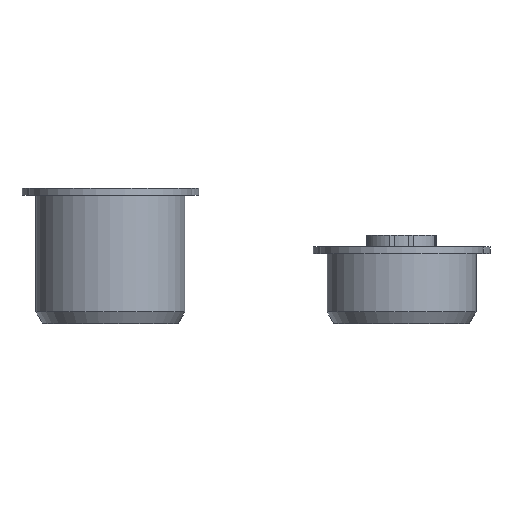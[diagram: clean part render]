
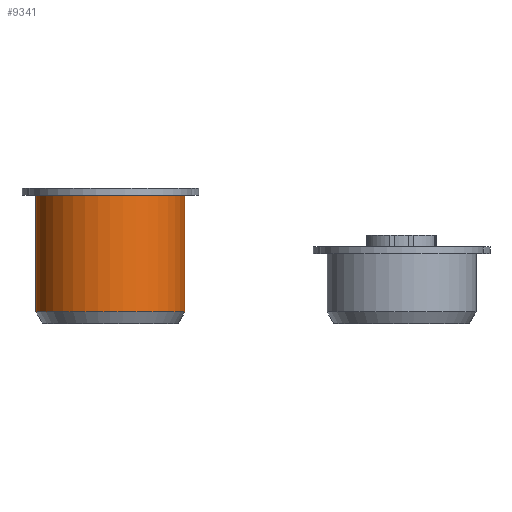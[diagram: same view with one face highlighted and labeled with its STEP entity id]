
A CAD part, left-side view. The second image highlights one B-rep face of the part: STEP entity #9341.
In plain terms, the highlighted cylindrical face has radius 6.4 mm (diameter 12.8 mm), a full revolution.
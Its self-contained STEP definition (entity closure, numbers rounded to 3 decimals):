
#460=CIRCLE('',#9883,6.4);
#480=CIRCLE('',#9938,6.4);
#661=CYLINDRICAL_SURFACE('',#9937,6.4);
#823=FACE_OUTER_BOUND('',#1356,.T.);
#1356=EDGE_LOOP('',(#6580,#6581,#6582,#6583));
#2005=LINE('',#13081,#2975);
#2975=VECTOR('',#10868,6.4);
#3858=VERTEX_POINT('',#12895);
#3918=VERTEX_POINT('',#13080);
#4846=EDGE_CURVE('',#3858,#3858,#460,.T.);
#4936=EDGE_CURVE('',#3858,#3918,#2005,.T.);
#4937=EDGE_CURVE('',#3918,#3918,#480,.T.);
#6580=ORIENTED_EDGE('',*,*,#4846,.T.);
#6581=ORIENTED_EDGE('',*,*,#4936,.T.);
#6582=ORIENTED_EDGE('',*,*,#4937,.T.);
#6583=ORIENTED_EDGE('',*,*,#4936,.F.);
#9341=ADVANCED_FACE('',(#823),#661,.T.);
#9883=AXIS2_PLACEMENT_3D('',#12896,#10688,#10689);
#9937=AXIS2_PLACEMENT_3D('',#13079,#10866,#10867);
#9938=AXIS2_PLACEMENT_3D('',#13082,#10869,#10870);
#10688=DIRECTION('center_axis',(0.,0.,-1.));
#10689=DIRECTION('ref_axis',(1.,0.,0.));
#10866=DIRECTION('center_axis',(0.,0.,1.));
#10867=DIRECTION('ref_axis',(1.,0.,0.));
#10868=DIRECTION('',(0.,0.,-1.));
#10869=DIRECTION('center_axis',(0.,0.,1.));
#10870=DIRECTION('ref_axis',(1.,0.,0.));
#12895=CARTESIAN_POINT('',(2.6,32.,10.));
#12896=CARTESIAN_POINT('Origin',(9.,32.,10.));
#13079=CARTESIAN_POINT('Origin',(9.,32.,0.));
#13080=CARTESIAN_POINT('',(2.6,32.,0.));
#13081=CARTESIAN_POINT('',(2.6,32.,0.));
#13082=CARTESIAN_POINT('Origin',(9.,32.,0.));
